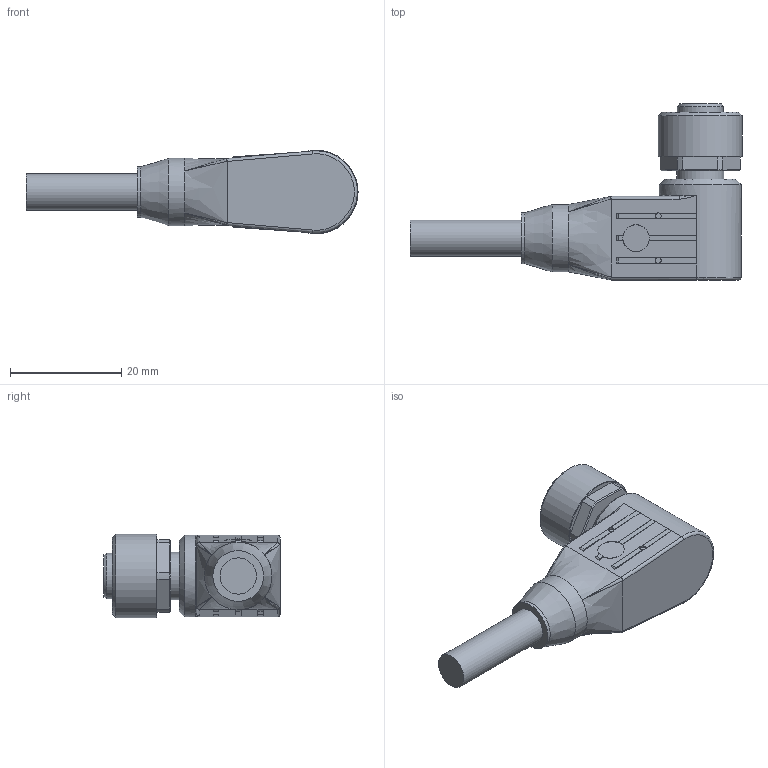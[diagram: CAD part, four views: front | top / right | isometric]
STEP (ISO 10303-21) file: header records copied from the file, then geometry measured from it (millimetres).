
FILE_DESCRIPTION(('M12 Buchse'),'2;1');
FILE_NAME('M12-Buchse gewinkelt 0° A-Kod 5-pol geschirmt.stp','2011-07-04T16:46:26',('Murrelektronik GmbH Bachgasse 3 09366 Stollberg'),('Werk Stollberg'),'Autodesk Inventor 2011','Autodesk Inventor 2011','');
FILE_SCHEMA(('AUTOMOTIVE_DESIGN { 1 0 10303 214 1 1 1 1 }'));
Length unit declared in the file: millimetre
Products named in the file (1): Bauteil1
Bounding box: 59.6 x 31.6 x 15 mm (x, y, z)
Volume: 9142.7 mm3; surface area: 4031.8 mm2
Topology: 1 solids, 1 shells, 129 faces, 318 edges, 202 vertices
Faces by surface type: plane 70, cylinder 35, cone 11, bspline 10, torus 3
Full cylindrical faces by diameter (mm): 1.05 x4, 1.2 x5, 4.8 x1, 6.5 x1, 8.2 x1, 8.5 x1, 9.1 x1, 11 x1, 12.1 x1, 14.7 x1, 15 x1
Entity records: 4072 total; most frequent: CARTESIAN_POINT 1187, DIRECTION 586, ORIENTED_EDGE 560, EDGE_CURVE 280, AXIS2_PLACEMENT_3D 224, VERTEX_POINT 193, EDGE_LOOP 169, VECTOR 138
